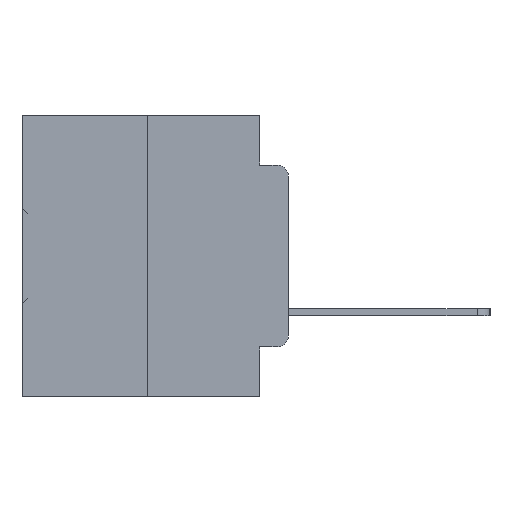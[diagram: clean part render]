
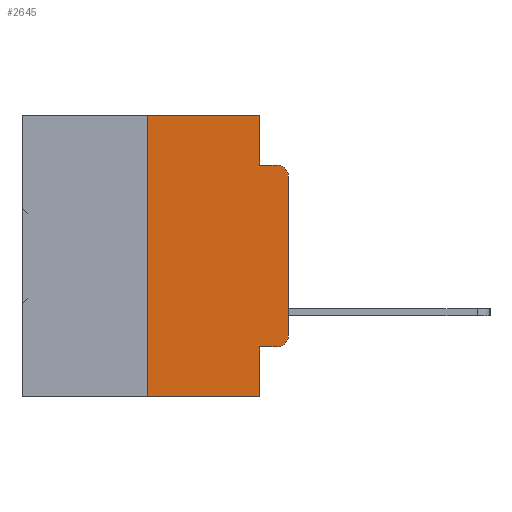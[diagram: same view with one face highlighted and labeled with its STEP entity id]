
A CAD part, left-side view. The second image highlights one B-rep face of the part: STEP entity #2645.
In plain terms, the highlighted planar face has unit normal (-1, 0, 0).
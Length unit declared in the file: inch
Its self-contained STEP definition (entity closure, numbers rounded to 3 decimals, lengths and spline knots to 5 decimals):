
#201 = VECTOR ( 'NONE', #14218, 39.37008 ) ;
#1037 = DIRECTION ( 'NONE',  ( 0., 0., 1. ) ) ;
#1158 = LINE ( 'NONE', #22245, #201 ) ;
#2429 = VERTEX_POINT ( 'NONE', #7405 ) ;
#2645 = ADVANCED_FACE ( 'NONE', ( #3506 ), #12861, .F. ) ;
#3147 = LINE ( 'NONE', #23754, #23007 ) ;
#3475 = CARTESIAN_POINT ( 'NONE',  ( 0., 0., -0.1085 ) ) ;
#3506 = FACE_OUTER_BOUND ( 'NONE', #30559, .T. ) ;
#4496 = LINE ( 'NONE', #33351, #33090 ) ;
#4622 = CARTESIAN_POINT ( 'NONE',  ( 0., 0.473, 0. ) ) ;
#4884 = ORIENTED_EDGE ( 'NONE', *, *, #21029, .T. ) ;
#4980 = DIRECTION ( 'NONE',  ( 0., -1., 0. ) ) ;
#5293 = CARTESIAN_POINT ( 'NONE',  ( 0., 0.051, 0. ) ) ;
#5324 = ORIENTED_EDGE ( 'NONE', *, *, #6070, .F. ) ;
#5851 = DIRECTION ( 'NONE',  ( -1., 0., 0. ) ) ;
#5890 = DIRECTION ( 'NONE',  ( 0., 0., 1. ) ) ;
#6070 = EDGE_CURVE ( 'NONE', #26613, #16254, #4496, .T. ) ;
#6121 = VECTOR ( 'NONE', #5890, 39.37008 ) ;
#7026 = LINE ( 'NONE', #36112, #6121 ) ;
#7405 = CARTESIAN_POINT ( 'NONE',  ( 0., 0., -0.3915 ) ) ;
#7627 = DIRECTION ( 'NONE',  ( 0., -1., 0. ) ) ;
#7727 = AXIS2_PLACEMENT_3D ( 'NONE', #8902, #28139, #11848 ) ;
#7951 = LINE ( 'NONE', #34620, #29871 ) ;
#8863 = DIRECTION ( 'NONE',  ( 0., 0., -1. ) ) ;
#8902 = CARTESIAN_POINT ( 'NONE',  ( 0., 0.02, -0.1085 ) ) ;
#8969 = VERTEX_POINT ( 'NONE', #3475 ) ;
#9299 = CARTESIAN_POINT ( 'NONE',  ( 0., 0.051, -0.5 ) ) ;
#10317 = CIRCLE ( 'NONE', #29503, 0.02 ) ;
#10477 = ORIENTED_EDGE ( 'NONE', *, *, #32575, .F. ) ;
#10892 = CARTESIAN_POINT ( 'NONE',  ( 0., 0.25, 0. ) ) ;
#11453 = VERTEX_POINT ( 'NONE', #9299 ) ;
#11565 = VERTEX_POINT ( 'NONE', #23518 ) ;
#11798 = ORIENTED_EDGE ( 'NONE', *, *, #26077, .T. ) ;
#11848 = DIRECTION ( 'NONE',  ( 0., 0., -1. ) ) ;
#12015 = VERTEX_POINT ( 'NONE', #20075 ) ;
#12377 = VECTOR ( 'NONE', #7627, 39.37008 ) ;
#12861 = PLANE ( 'NONE',  #24748 ) ;
#13100 = CARTESIAN_POINT ( 'NONE',  ( 0., 0.473, 0. ) ) ;
#14218 = DIRECTION ( 'NONE',  ( 0., 0., -1. ) ) ;
#14993 = VECTOR ( 'NONE', #16209, 39.37008 ) ;
#15083 = VERTEX_POINT ( 'NONE', #10892 ) ;
#16209 = DIRECTION ( 'NONE',  ( 0., -1., 0. ) ) ;
#16254 = VERTEX_POINT ( 'NONE', #22104 ) ;
#16371 = CARTESIAN_POINT ( 'NONE',  ( 0., 0.051, -0.4115 ) ) ;
#16722 = LINE ( 'NONE', #27091, #14993 ) ;
#17353 = EDGE_CURVE ( 'NONE', #21413, #11453, #7951, .T. ) ;
#18171 = ORIENTED_EDGE ( 'NONE', *, *, #17353, .T. ) ;
#19284 = EDGE_CURVE ( 'NONE', #16254, #26683, #16722, .T. ) ;
#19491 = ORIENTED_EDGE ( 'NONE', *, *, #34503, .F. ) ;
#20075 = CARTESIAN_POINT ( 'NONE',  ( 0., 0.02, -0.4115 ) ) ;
#21029 = EDGE_CURVE ( 'NONE', #8969, #26683, #24115, .T. ) ;
#21182 = DIRECTION ( 'NONE',  ( 0., -1., 0. ) ) ;
#21413 = VERTEX_POINT ( 'NONE', #21925 ) ;
#21925 = CARTESIAN_POINT ( 'NONE',  ( 0., 0.25, -0.5 ) ) ;
#22104 = CARTESIAN_POINT ( 'NONE',  ( 0., 0.051, -0.0885 ) ) ;
#22245 = CARTESIAN_POINT ( 'NONE',  ( 0., 0.051, 0. ) ) ;
#22554 = CARTESIAN_POINT ( 'NONE',  ( 0., 0.02, -0.3915 ) ) ;
#22866 = EDGE_CURVE ( 'NONE', #2429, #8969, #7026, .T. ) ;
#23007 = VECTOR ( 'NONE', #1037, 39.37008 ) ;
#23320 = VECTOR ( 'NONE', #4980, 39.37008 ) ;
#23518 = CARTESIAN_POINT ( 'NONE',  ( 0., 0.051, -0.4115 ) ) ;
#23754 = CARTESIAN_POINT ( 'NONE',  ( 0., 0.25, 0. ) ) ;
#23785 = ORIENTED_EDGE ( 'NONE', *, *, #22866, .T. ) ;
#24115 = CIRCLE ( 'NONE', #7727, 0.02 ) ;
#24597 = ORIENTED_EDGE ( 'NONE', *, *, #34360, .F. ) ;
#24748 = AXIS2_PLACEMENT_3D ( 'NONE', #13100, #27212, #27217 ) ;
#25334 = DIRECTION ( 'NONE',  ( 0., 0., -1. ) ) ;
#26077 = EDGE_CURVE ( 'NONE', #12015, #2429, #10317, .T. ) ;
#26613 = VERTEX_POINT ( 'NONE', #5293 ) ;
#26683 = VERTEX_POINT ( 'NONE', #35815 ) ;
#27091 = CARTESIAN_POINT ( 'NONE',  ( 0., 0.051, -0.0885 ) ) ;
#27212 = DIRECTION ( 'NONE',  ( 1., 0., 0. ) ) ;
#27217 = DIRECTION ( 'NONE',  ( 0., 0., -1. ) ) ;
#28139 = DIRECTION ( 'NONE',  ( -1., 0., 0. ) ) ;
#29163 = ORIENTED_EDGE ( 'NONE', *, *, #19284, .F. ) ;
#29503 = AXIS2_PLACEMENT_3D ( 'NONE', #22554, #5851, #25334 ) ;
#29871 = VECTOR ( 'NONE', #21182, 39.37008 ) ;
#30519 = LINE ( 'NONE', #16371, #23320 ) ;
#30559 = EDGE_LOOP ( 'NONE', ( #23785, #4884, #29163, #5324, #19491, #24597, #18171, #10477, #35541, #11798 ) ) ;
#32575 = EDGE_CURVE ( 'NONE', #11565, #11453, #1158, .T. ) ;
#33090 = VECTOR ( 'NONE', #8863, 39.37008 ) ;
#33262 = EDGE_CURVE ( 'NONE', #11565, #12015, #30519, .T. ) ;
#33351 = CARTESIAN_POINT ( 'NONE',  ( 0., 0.051, 0. ) ) ;
#33950 = LINE ( 'NONE', #4622, #12377 ) ;
#34360 = EDGE_CURVE ( 'NONE', #21413, #15083, #3147, .T. ) ;
#34503 = EDGE_CURVE ( 'NONE', #15083, #26613, #33950, .T. ) ;
#34620 = CARTESIAN_POINT ( 'NONE',  ( 0., 0.473, -0.5 ) ) ;
#35541 = ORIENTED_EDGE ( 'NONE', *, *, #33262, .T. ) ;
#35815 = CARTESIAN_POINT ( 'NONE',  ( 0., 0.02, -0.0885 ) ) ;
#36112 = CARTESIAN_POINT ( 'NONE',  ( 0., 0., 0. ) ) ;
